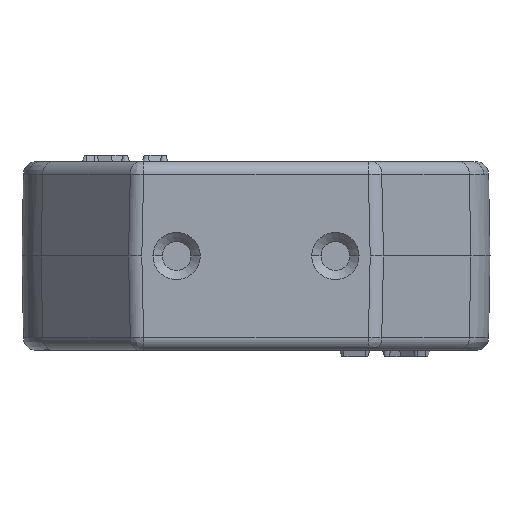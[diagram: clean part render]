
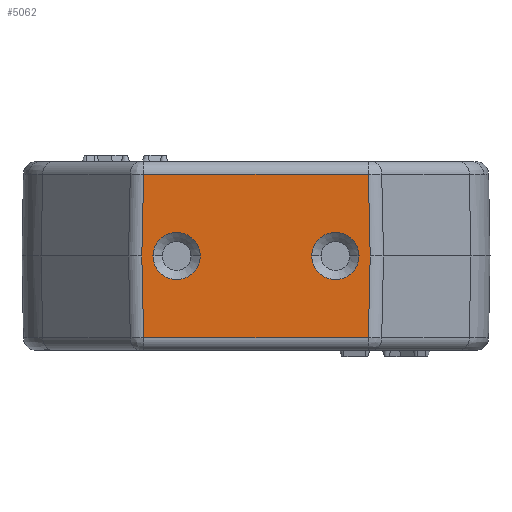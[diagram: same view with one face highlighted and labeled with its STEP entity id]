
A CAD part, front view. The second image highlights one B-rep face of the part: STEP entity #5062.
In plain terms, the highlighted planar face has unit normal (0, -1, 0).
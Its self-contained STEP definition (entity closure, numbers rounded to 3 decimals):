
#233 = ORIENTED_EDGE ( 'NONE', *, *, #1173, .F. ) ;
#234 = ORIENTED_EDGE ( 'NONE', *, *, #1625, .F. ) ;
#235 = ORIENTED_EDGE ( 'NONE', *, *, #1190, .F. ) ;
#236 = ORIENTED_EDGE ( 'NONE', *, *, #1626, .F. ) ;
#237 = ORIENTED_EDGE ( 'NONE', *, *, #1176, .T. ) ;
#238 = ORIENTED_EDGE ( 'NONE', *, *, #1200, .T. ) ;
#239 = ORIENTED_EDGE ( 'NONE', *, *, #1178, .T. ) ;
#240 = ORIENTED_EDGE ( 'NONE', *, *, #1442, .T. ) ;
#241 = ORIENTED_EDGE ( 'NONE', *, *, #1399, .T. ) ;
#242 = ORIENTED_EDGE ( 'NONE', *, *, #1454, .T. ) ;
#844 = VECTOR ( 'NONE', #3770, 1000. ) ;
#852 = CIRCLE ( 'NONE', #1656, 5.5 ) ;
#853 = VECTOR ( 'NONE', #3775, 1000. ) ;
#855 = LINE ( 'NONE', #3764, #844 ) ;
#859 = LINE ( 'NONE', #3769, #853 ) ;
#880 = CIRCLE ( 'NONE', #1672, 5.5 ) ;
#884 = VECTOR ( 'NONE', #3834, 1000. ) ;
#888 = LINE ( 'NONE', #3821, #884 ) ;
#1173 = EDGE_CURVE ( 'NONE', #10657, #10769, #852, .T. ) ;
#1176 = EDGE_CURVE ( 'NONE', #10831, #10706, #855, .T. ) ;
#1178 = EDGE_CURVE ( 'NONE', #10684, #10869, #859, .T. ) ;
#1190 = EDGE_CURVE ( 'NONE', #10665, #10672, #880, .T. ) ;
#1200 = EDGE_CURVE ( 'NONE', #10706, #10684, #888, .T. ) ;
#1399 = EDGE_CURVE ( 'NONE', #10850, #10832, #2121, .T. ) ;
#1442 = EDGE_CURVE ( 'NONE', #10869, #10850, #2171, .T. ) ;
#1454 = EDGE_CURVE ( 'NONE', #10832, #10831, #2188, .T. ) ;
#1625 = EDGE_CURVE ( 'NONE', #10769, #10657, #2415, .T. ) ;
#1626 = EDGE_CURVE ( 'NONE', #10672, #10665, #2416, .T. ) ;
#1656 = AXIS2_PLACEMENT_3D ( 'NONE', #3758, #3761, #3762 ) ;
#1672 = AXIS2_PLACEMENT_3D ( 'NONE', #3799, #3803, #3804 ) ;
#1805 = AXIS2_PLACEMENT_3D ( 'NONE', #13355, #13357, #13358 ) ;
#1806 = AXIS2_PLACEMENT_3D ( 'NONE', #13352, #13353, #13354 ) ;
#2108 = VECTOR ( 'NONE', #12744, 1000. ) ;
#2121 = LINE ( 'NONE', #12737, #2108 ) ;
#2171 = LINE ( 'NONE', #12863, #2172 ) ;
#2172 = VECTOR ( 'NONE', #12864, 1000. ) ;
#2186 = VECTOR ( 'NONE', #12896, 1000. ) ;
#2188 = LINE ( 'NONE', #12890, #2186 ) ;
#2415 = CIRCLE ( 'NONE', #1806, 5.5 ) ;
#2416 = CIRCLE ( 'NONE', #1805, 5.5 ) ;
#3758 = CARTESIAN_POINT ( 'NONE',  ( -18.5, -87.5, 0. ) ) ;
#3761 = DIRECTION ( 'NONE',  ( 0., -1., 0. ) ) ;
#3762 = DIRECTION ( 'NONE',  ( -1., 0., 0. ) ) ;
#3764 = CARTESIAN_POINT ( 'NONE',  ( -27.091, -87.5, 22.032 ) ) ;
#3769 = CARTESIAN_POINT ( 'NONE',  ( 27.062, -87.5, 20.75 ) ) ;
#3770 = DIRECTION ( 'NONE',  ( 0.022, 0., -1. ) ) ;
#3775 = DIRECTION ( 'NONE',  ( 0.022, 0., 1. ) ) ;
#3799 = CARTESIAN_POINT ( 'NONE',  ( 18.5, -87.5, 0. ) ) ;
#3803 = DIRECTION ( 'NONE',  ( 0., -1., 0. ) ) ;
#3804 = DIRECTION ( 'NONE',  ( 1., 0., 0. ) ) ;
#3821 = CARTESIAN_POINT ( 'NONE',  ( 26.101, -87.5, -19. ) ) ;
#3834 = DIRECTION ( 'NONE',  ( 1., 0., 0. ) ) ;
#5062 = ADVANCED_FACE ( 'NONE', ( #11446, #11452, #11454 ), #8715, .F. ) ;
#6596 = AXIS2_PLACEMENT_3D ( 'NONE', #8714, #8716, #8717 ) ;
#6963 = EDGE_LOOP ( 'NONE', ( #237, #238, #239, #240, #241, #242 ) ) ;
#7039 = EDGE_LOOP ( 'NONE', ( #235, #236 ) ) ;
#7041 = EDGE_LOOP ( 'NONE', ( #233, #234 ) ) ;
#8714 = CARTESIAN_POINT ( 'NONE',  ( -28.5, -87.5, 22. ) ) ;
#8715 = PLANE ( 'NONE',  #6596 ) ;
#8716 = DIRECTION ( 'NONE',  ( 0., 1., 0. ) ) ;
#8717 = DIRECTION ( 'NONE',  ( -1., 0., 0. ) ) ;
#9664 = CARTESIAN_POINT ( 'NONE',  ( -24., -87.5, 0. ) ) ;
#9672 = CARTESIAN_POINT ( 'NONE',  ( 24., -87.5, 0. ) ) ;
#9679 = CARTESIAN_POINT ( 'NONE',  ( 13., -87.5, 0. ) ) ;
#9691 = CARTESIAN_POINT ( 'NONE',  ( 26.168, -87.5, -19. ) ) ;
#9713 = CARTESIAN_POINT ( 'NONE',  ( -26.168, -87.5, -19. ) ) ;
#9776 = CARTESIAN_POINT ( 'NONE',  ( -13., -87.5, 0. ) ) ;
#9838 = CARTESIAN_POINT ( 'NONE',  ( -26.595, -87.5, 0. ) ) ;
#9839 = CARTESIAN_POINT ( 'NONE',  ( -26.168, -87.5, 19. ) ) ;
#9857 = CARTESIAN_POINT ( 'NONE',  ( 26.168, -87.5, 19. ) ) ;
#9876 = CARTESIAN_POINT ( 'NONE',  ( 26.595, -87.5, 0. ) ) ;
#10657 = VERTEX_POINT ( 'NONE', #9664 ) ;
#10665 = VERTEX_POINT ( 'NONE', #9672 ) ;
#10672 = VERTEX_POINT ( 'NONE', #9679 ) ;
#10684 = VERTEX_POINT ( 'NONE', #9691 ) ;
#10706 = VERTEX_POINT ( 'NONE', #9713 ) ;
#10769 = VERTEX_POINT ( 'NONE', #9776 ) ;
#10831 = VERTEX_POINT ( 'NONE', #9838 ) ;
#10832 = VERTEX_POINT ( 'NONE', #9839 ) ;
#10850 = VERTEX_POINT ( 'NONE', #9857 ) ;
#10869 = VERTEX_POINT ( 'NONE', #9876 ) ;
#11446 = FACE_BOUND ( 'NONE', #7041, .T. ) ;
#11452 = FACE_BOUND ( 'NONE', #7039, .T. ) ;
#11454 = FACE_OUTER_BOUND ( 'NONE', #6963, .T. ) ;
#12737 = CARTESIAN_POINT ( 'NONE',  ( -28.5, -87.5, 19. ) ) ;
#12744 = DIRECTION ( 'NONE',  ( -1., 0., 0. ) ) ;
#12863 = CARTESIAN_POINT ( 'NONE',  ( 26.073, -87.5, 23.227 ) ) ;
#12864 = DIRECTION ( 'NONE',  ( -0.022, 0., 1. ) ) ;
#12890 = CARTESIAN_POINT ( 'NONE',  ( -26.102, -87.5, 21.946 ) ) ;
#12896 = DIRECTION ( 'NONE',  ( -0.022, 0., -1. ) ) ;
#13352 = CARTESIAN_POINT ( 'NONE',  ( -18.5, -87.5, 0. ) ) ;
#13353 = DIRECTION ( 'NONE',  ( 0., -1., 0. ) ) ;
#13354 = DIRECTION ( 'NONE',  ( -1., 0., 0. ) ) ;
#13355 = CARTESIAN_POINT ( 'NONE',  ( 18.5, -87.5, 0. ) ) ;
#13357 = DIRECTION ( 'NONE',  ( 0., -1., 0. ) ) ;
#13358 = DIRECTION ( 'NONE',  ( 1., 0., 0. ) ) ;
